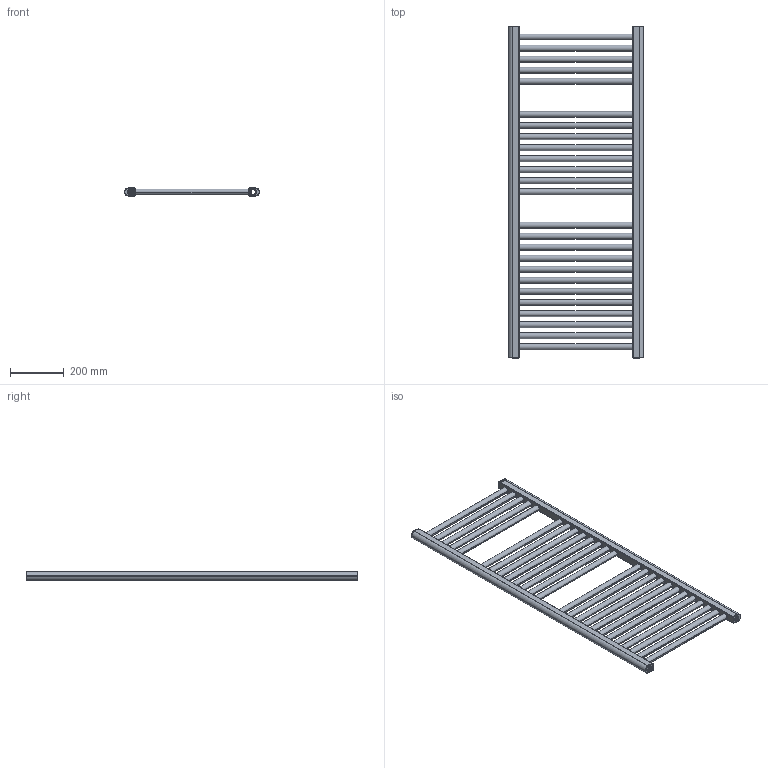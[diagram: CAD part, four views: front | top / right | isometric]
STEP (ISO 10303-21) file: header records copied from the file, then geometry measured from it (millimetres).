
FILE_DESCRIPTION((''),'2;1');
FILE_NAME('U0548484_ASM','2018-01-03T13:22:56',('myarac'),(''),'CREO PARAMETRIC BY PTC INC, 2017260','CREO PARAMETRIC BY PTC INC, 2017260','');
FILE_SCHEMA(('AUTOMOTIVE_DESIGN { 1 0 10303 214 1 1 1 1 }'));
Length unit declared in the file: millimetre
Products named in the file (5): U0547389; U0547358; U0547357; U0547363; U0548484_ASM
Assembly tree (31 placements, depth 2):
  U0548484_ASM
    U0547389  x2
    U0547358  x3
    U0547357
    U0547363  x25
Bounding box: 500 x 1230.4 x 30 mm (x, y, z)
Volume: 986053.8 mm3; surface area: 1991727.5 mm2
Topology: 31 solids, 34 shells, 1244 faces, 2690 edges, 1508 vertices
Faces by surface type: torus 434, cone 400, cylinder 284, plane 126
Entity records: 9053 total; most frequent: COLOUR_RGB 1359, DIRECTION 1281, CARTESIAN_POINT 1236, ORIENTED_EDGE 1004, AXIS2_PLACEMENT_3D 523, EDGE_CURVE 504, VERTEX_POINT 316, CIRCLE 268
